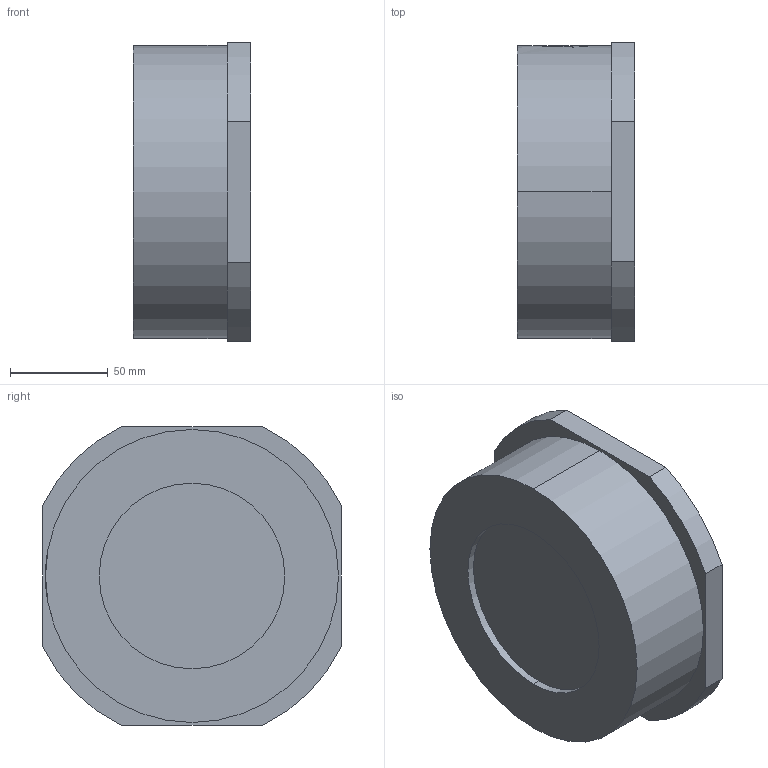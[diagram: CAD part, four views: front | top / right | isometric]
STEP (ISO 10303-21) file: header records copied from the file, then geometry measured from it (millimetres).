
FILE_DESCRIPTION (( 'STEP AP214' ), '1' );
FILE_NAME ('930-100.STEP', '2012-06-26T09:03:05', ( 'rals' ), ( 'Hewlett-Packard Company' ), 'SwSTEP 2.0', 'SolidWorks 2011', '' );
FILE_SCHEMA (( 'AUTOMOTIVE_DESIGN' ));
Length unit declared in the file: millimetre
Products named in the file (1): 930-100
Bounding box: 60 x 153 x 153 mm (x, y, z)
Volume: 1056179.6 mm3; surface area: 72287.2 mm2
Topology: 1 solids, 1 shells, 106 faces, 276 edges, 184 vertices
Faces by surface type: bspline 59, plane 28, cylinder 19
Entity records: 12317 total; most frequent: CARTESIAN_POINT 10181, ORIENTED_EDGE 552, EDGE_CURVE 276, DIRECTION 228, B_SPLINE_CURVE_WITH_KNOTS 190, VERTEX_POINT 184, EDGE_LOOP 118, FACE_OUTER_BOUND 106
